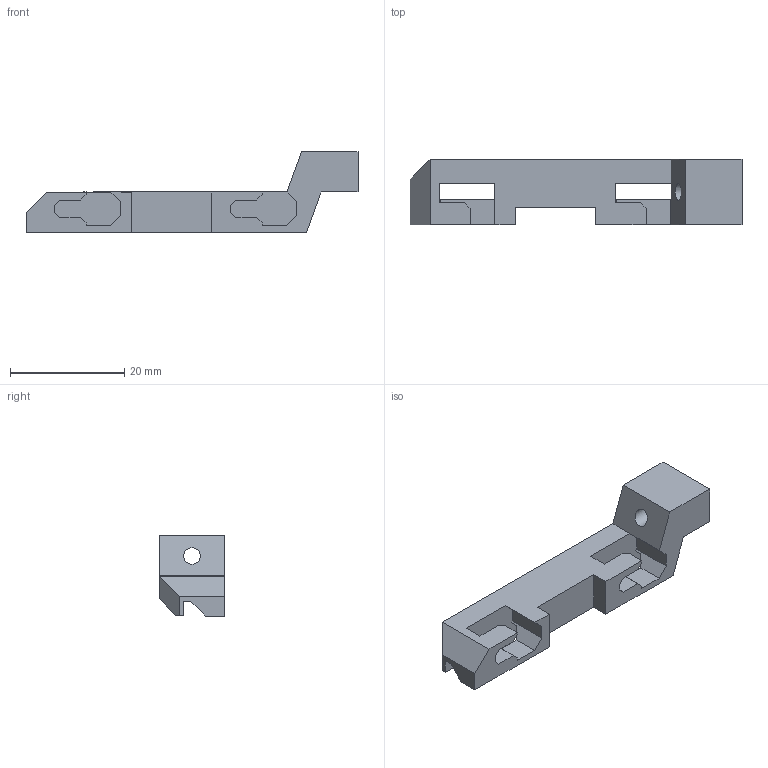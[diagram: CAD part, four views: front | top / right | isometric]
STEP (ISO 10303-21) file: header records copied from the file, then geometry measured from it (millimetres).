
FILE_DESCRIPTION(('FreeCAD Model'),'2;1');
FILE_NAME('Open CASCADE Shape Model','2024-02-01T18:24:48',(''),(''), 'Open CASCADE STEP processor 7.6','FreeCAD','Unknown');
FILE_SCHEMA(('AUTOMOTIVE_DESIGN { 1 0 10303 214 1 1 1 1 }'));
Length unit declared in the file: millimetre
Products named in the file (1): Body-Shamfered
Bounding box: 58 x 11.5 x 14 mm (x, y, z)
Volume: 3113.6 mm3; surface area: 2699 mm2
Topology: 1 solids, 1 shells, 67 faces, 200 edges, 131 vertices
Faces by surface type: plane 66, cylinder 1
Full cylindrical faces by diameter (mm): 2.9 x1
Entity records: 4847 total; most frequent: CARTESIAN_POINT 814, DIRECTION 737, LINE 595, VECTOR 595, ORIENTED_EDGE 400, PCURVE 400, DEFINITIONAL_REPRESENTATION 400, EDGE_CURVE 200
